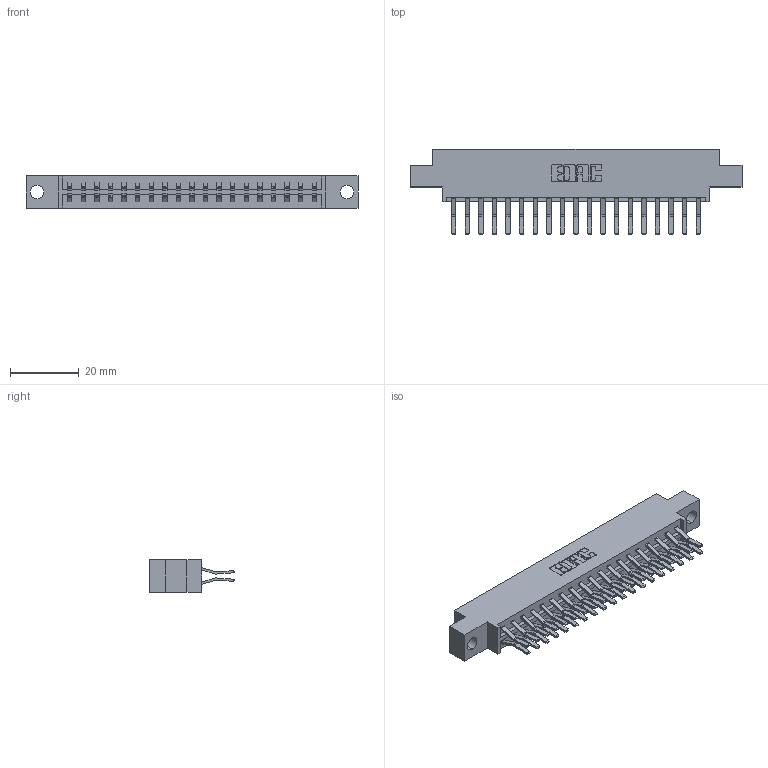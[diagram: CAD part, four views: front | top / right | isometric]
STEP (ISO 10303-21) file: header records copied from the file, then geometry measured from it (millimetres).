
FILE_DESCRIPTION (( 'STEP AP203' ), '1' );
FILE_NAME ('333-038-560-804.STEP', '2018-08-03T12:20:26', ( '' ), ( '' ), 'SwSTEP 2.0', 'SolidWorks 2016', '' );
FILE_SCHEMA (( 'CONFIG_CONTROL_DESIGN' ));
Length unit declared in the file: inch
Products named in the file (3): 345-292-001_560 Tail; 333-038-560-804; 333 Part_Offset - .156 Dia - TH
Assembly tree (39 placements, depth 2):
  333-038-560-804
    333 Part_Offset - .156 Dia - TH
    345-292-001_560 Tail  x38
Bounding box: 96.82 x 24.78 x 9.4 mm (x, y, z)
Volume: 9603.6 mm3; surface area: 11837.5 mm2
Topology: 39 solids, 39 shells, 2170 faces, 6441 edges, 4242 vertices
Faces by surface type: plane 1442, cylinder 728
Entity records: 15421 total; most frequent: CARTESIAN_POINT 2586, ORIENTED_EDGE 2522, DIRECTION 2253, EDGE_CURVE 1261, VECTOR 1129, LINE 1129, VERTEX_POINT 838, AXIS2_PLACEMENT_3D 562
